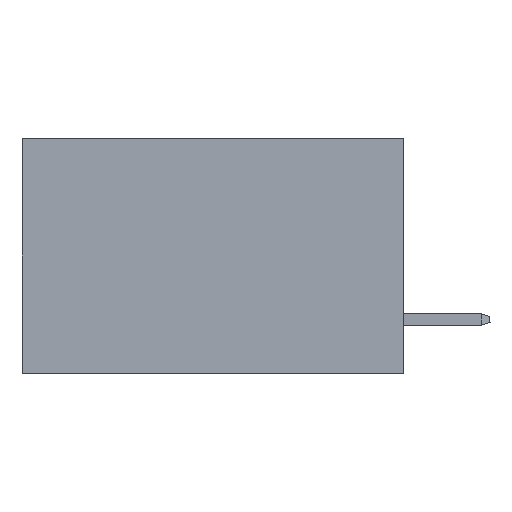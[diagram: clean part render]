
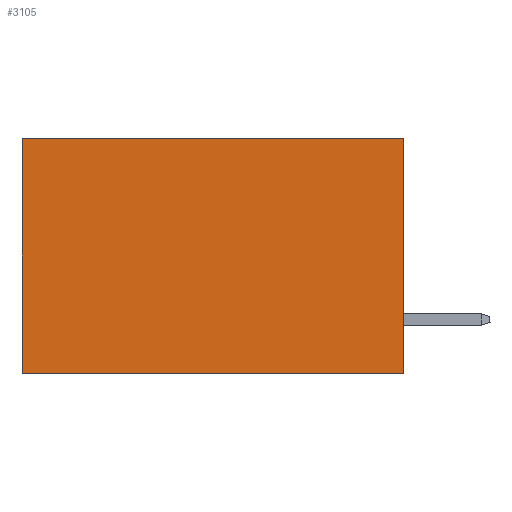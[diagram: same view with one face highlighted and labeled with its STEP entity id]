
A CAD part, left-side view. The second image highlights one B-rep face of the part: STEP entity #3105.
In plain terms, the highlighted planar face has unit normal (-1, 0, 0).
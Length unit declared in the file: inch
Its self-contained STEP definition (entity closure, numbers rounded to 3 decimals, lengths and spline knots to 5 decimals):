
#682 = ORIENTED_EDGE ( 'NONE', *, *, #4686, .F. ) ;
#812 = DIRECTION ( 'NONE',  ( 1., 0., 0. ) ) ;
#956 = CARTESIAN_POINT ( 'NONE',  ( 0.2875, 0., 0. ) ) ;
#1579 = VERTEX_POINT ( 'NONE', #21142 ) ;
#1794 = CARTESIAN_POINT ( 'NONE',  ( 0.2875, 0., -0.37 ) ) ;
#2959 = FACE_OUTER_BOUND ( 'NONE', #24789, .T. ) ;
#3105 = ADVANCED_FACE ( 'NONE', ( #2959 ), #14425, .F. ) ;
#3808 = VERTEX_POINT ( 'NONE', #6700 ) ;
#4133 = CARTESIAN_POINT ( 'NONE',  ( 0.2875, 0.6, 0. ) ) ;
#4283 = LINE ( 'NONE', #6584, #30113 ) ;
#4686 = EDGE_CURVE ( 'NONE', #3808, #26825, #4283, .T. ) ;
#6584 = CARTESIAN_POINT ( 'NONE',  ( 0.2875, 0., 0. ) ) ;
#6700 = CARTESIAN_POINT ( 'NONE',  ( 0.2875, 0., 0. ) ) ;
#7357 = DIRECTION ( 'NONE',  ( 0., 1., 0. ) ) ;
#7385 = VECTOR ( 'NONE', #21640, 39.37008 ) ;
#7737 = VERTEX_POINT ( 'NONE', #4133 ) ;
#7749 = LINE ( 'NONE', #25940, #7385 ) ;
#8385 = EDGE_CURVE ( 'NONE', #7737, #1579, #27224, .T. ) ;
#8424 = CARTESIAN_POINT ( 'NONE',  ( 0.2875, 0.6, 0. ) ) ;
#8764 = ORIENTED_EDGE ( 'NONE', *, *, #27098, .T. ) ;
#11235 = ORIENTED_EDGE ( 'NONE', *, *, #8385, .T. ) ;
#14425 = PLANE ( 'NONE',  #18860 ) ;
#15380 = EDGE_CURVE ( 'NONE', #26825, #1579, #23702, .T. ) ;
#17764 = DIRECTION ( 'NONE',  ( 0., 0., -1. ) ) ;
#18860 = AXIS2_PLACEMENT_3D ( 'NONE', #956, #812, #28916 ) ;
#19669 = VECTOR ( 'NONE', #7357, 39.37008 ) ;
#21142 = CARTESIAN_POINT ( 'NONE',  ( 0.2875, 0.6, -0.37 ) ) ;
#21640 = DIRECTION ( 'NONE',  ( 0., 1., 0. ) ) ;
#23702 = LINE ( 'NONE', #26421, #19669 ) ;
#24789 = EDGE_LOOP ( 'NONE', ( #11235, #26816, #682, #8764 ) ) ;
#25940 = CARTESIAN_POINT ( 'NONE',  ( 0.2875, 0., 0. ) ) ;
#26421 = CARTESIAN_POINT ( 'NONE',  ( 0.2875, 0., -0.37 ) ) ;
#26816 = ORIENTED_EDGE ( 'NONE', *, *, #15380, .F. ) ;
#26825 = VERTEX_POINT ( 'NONE', #1794 ) ;
#27098 = EDGE_CURVE ( 'NONE', #3808, #7737, #7749, .T. ) ;
#27224 = LINE ( 'NONE', #8424, #27771 ) ;
#27646 = DIRECTION ( 'NONE',  ( 0., 0., -1. ) ) ;
#27771 = VECTOR ( 'NONE', #17764, 39.37008 ) ;
#28916 = DIRECTION ( 'NONE',  ( 0., 0., -1. ) ) ;
#30113 = VECTOR ( 'NONE', #27646, 39.37008 ) ;
